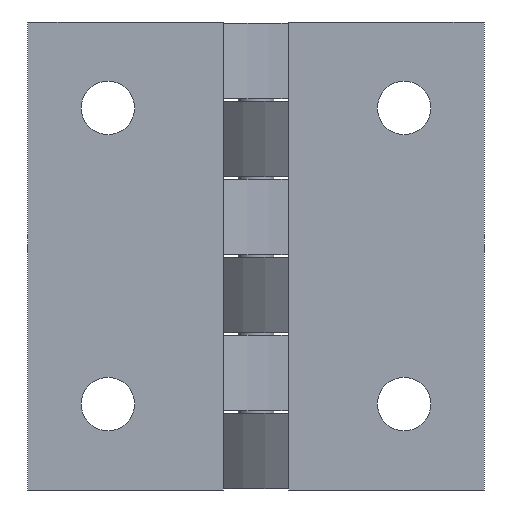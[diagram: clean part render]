
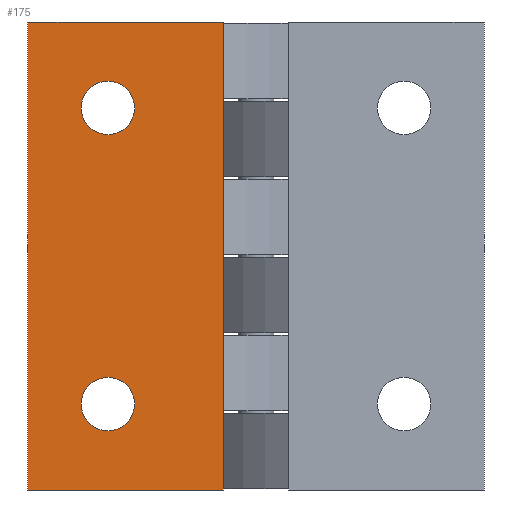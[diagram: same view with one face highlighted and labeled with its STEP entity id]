
A CAD part, front view. The second image highlights one B-rep face of the part: STEP entity #175.
In plain terms, the highlighted planar face has unit normal (0, -1, 0).
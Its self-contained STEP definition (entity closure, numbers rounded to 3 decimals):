
#175 = ADVANCED_FACE( '', ( #334, #335, #336 ), #337, .F. );
#334 = FACE_BOUND( '', #476, .T. );
#335 = FACE_BOUND( '', #477, .T. );
#336 = FACE_OUTER_BOUND( '', #478, .T. );
#337 = PLANE( '', #479 );
#476 = EDGE_LOOP( '', ( #772 ) );
#477 = EDGE_LOOP( '', ( #773 ) );
#478 = EDGE_LOOP( '', ( #774, #775, #776, #777 ) );
#479 = AXIS2_PLACEMENT_3D( '', #778, #779, #780 );
#772 = ORIENTED_EDGE( '', *, *, #821, .F. );
#773 = ORIENTED_EDGE( '', *, *, #824, .F. );
#774 = ORIENTED_EDGE( '', *, *, #907, .T. );
#775 = ORIENTED_EDGE( '', *, *, #892, .F. );
#776 = ORIENTED_EDGE( '', *, *, #862, .F. );
#777 = ORIENTED_EDGE( '', *, *, #828, .T. );
#778 = CARTESIAN_POINT( '', ( -19.25, 0., 19.75 ) );
#779 = DIRECTION( '', ( 0., 1., 0. ) );
#780 = DIRECTION( '', ( 0., 0., 1. ) );
#821 = EDGE_CURVE( '', #953, #953, #954, .T. );
#824 = EDGE_CURVE( '', #958, #958, #959, .T. );
#828 = EDGE_CURVE( '', #966, #964, #967, .T. );
#862 = EDGE_CURVE( '', #966, #1022, #1023, .T. );
#892 = EDGE_CURVE( '', #1022, #1066, #1067, .T. );
#907 = EDGE_CURVE( '', #964, #1066, #1084, .T. );
#953 = VERTEX_POINT( '', #1265 );
#954 = CIRCLE( '', #1266, 2.25 );
#958 = VERTEX_POINT( '', #1270 );
#959 = CIRCLE( '', #1271, 2.25 );
#964 = VERTEX_POINT( '', #1276 );
#966 = VERTEX_POINT( '', #1279 );
#967 = LINE( '', #1280, #1281 );
#1022 = VERTEX_POINT( '', #1346 );
#1023 = LINE( '', #1347, #1348 );
#1066 = VERTEX_POINT( '', #1403 );
#1067 = LINE( '', #1404, #1405 );
#1084 = LINE( '', #1424, #1425 );
#1265 = CARTESIAN_POINT( '', ( -12.5, 0., -14.75 ) );
#1266 = AXIS2_PLACEMENT_3D( '', #1468, #1469, #1470 );
#1270 = CARTESIAN_POINT( '', ( -12.5, 0., 10.25 ) );
#1271 = AXIS2_PLACEMENT_3D( '', #1474, #1475, #1476 );
#1276 = CARTESIAN_POINT( '', ( -19.25, 0., -19.75 ) );
#1279 = CARTESIAN_POINT( '', ( -19.25, 0., 19.75 ) );
#1280 = CARTESIAN_POINT( '', ( -19.25, 0., 19.75 ) );
#1281 = VECTOR( '', #1481, 1000. );
#1346 = CARTESIAN_POINT( '', ( -2.75, 0., 19.75 ) );
#1347 = CARTESIAN_POINT( '', ( -19.25, 0., 19.75 ) );
#1348 = VECTOR( '', #1537, 1000. );
#1403 = CARTESIAN_POINT( '', ( -2.75, 0., -19.75 ) );
#1404 = CARTESIAN_POINT( '', ( -2.75, 0., 19.75 ) );
#1405 = VECTOR( '', #1583, 1000. );
#1424 = CARTESIAN_POINT( '', ( -19.25, 0., -19.75 ) );
#1425 = VECTOR( '', #1601, 1000. );
#1468 = CARTESIAN_POINT( '', ( -12.5, 0., -12.5 ) );
#1469 = DIRECTION( '', ( 0., -1., 0. ) );
#1470 = DIRECTION( '', ( 0., 0., -1. ) );
#1474 = CARTESIAN_POINT( '', ( -12.5, 0., 12.5 ) );
#1475 = DIRECTION( '', ( 0., -1., 0. ) );
#1476 = DIRECTION( '', ( 0., 0., -1. ) );
#1481 = DIRECTION( '', ( 0., 0., -1. ) );
#1537 = DIRECTION( '', ( 1., 0., 0. ) );
#1583 = DIRECTION( '', ( 0., 0., -1. ) );
#1601 = DIRECTION( '', ( 1., 0., 0. ) );
